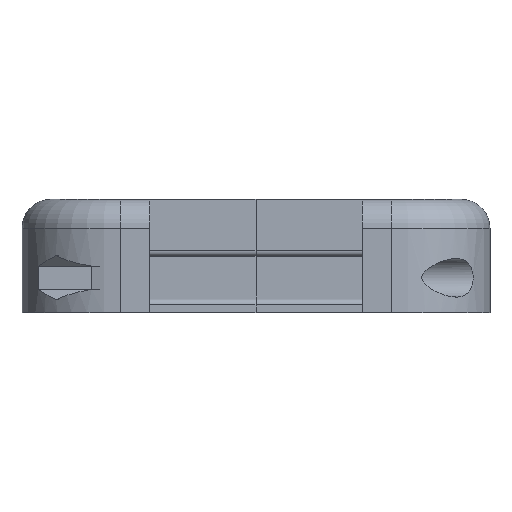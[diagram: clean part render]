
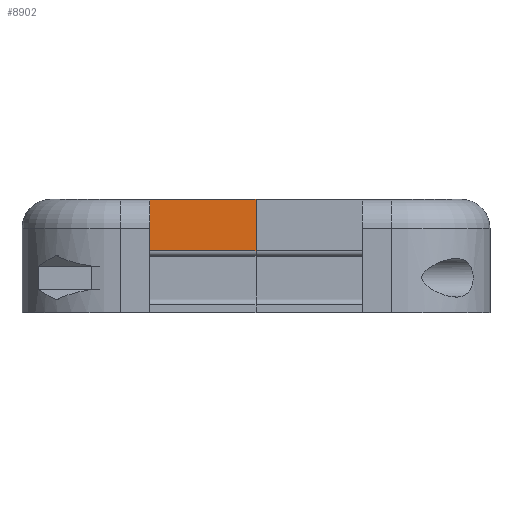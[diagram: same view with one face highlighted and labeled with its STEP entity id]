
A CAD part, front view. The second image highlights one B-rep face of the part: STEP entity #8902.
In plain terms, the highlighted planar face has unit normal (0, -1, 0).
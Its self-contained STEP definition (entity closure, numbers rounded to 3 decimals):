
#675 = PLANE('',#676);
#676 = AXIS2_PLACEMENT_3D('',#677,#678,#679);
#677 = CARTESIAN_POINT('',(20.,40.2,-5.));
#678 = DIRECTION('',(1.,0.,0.));
#679 = DIRECTION('',(0.,-1.,0.));
#2543 = VERTEX_POINT('',#2544);
#2544 = CARTESIAN_POINT('',(20.,-2.2,6.7));
#2558 = PLANE('',#2559);
#2559 = AXIS2_PLACEMENT_3D('',#2560,#2561,#2562);
#2560 = CARTESIAN_POINT('',(20.,46.2,6.7));
#2561 = DIRECTION('',(0.,0.,1.));
#2562 = DIRECTION('',(0.,-1.,0.));
#2570 = EDGE_CURVE('',#2571,#2543,#2573,.T.);
#2571 = VERTEX_POINT('',#2572);
#2572 = CARTESIAN_POINT('',(20.,-2.2,1.4));
#2573 = SURFACE_CURVE('',#2574,(#2578,#2585),.PCURVE_S1.);
#2574 = LINE('',#2575,#2576);
#2575 = CARTESIAN_POINT('',(20.,-2.2,-5.));
#2576 = VECTOR('',#2577,1.);
#2577 = DIRECTION('',(0.,0.,1.));
#2578 = PCURVE('',#675,#2579);
#2579 = DEFINITIONAL_REPRESENTATION('',(#2580),#2584);
#2580 = LINE('',#2581,#2582);
#2581 = CARTESIAN_POINT('',(42.4,0.));
#2582 = VECTOR('',#2583,1.);
#2583 = DIRECTION('',(0.,-1.));
#2584 = ( GEOMETRIC_REPRESENTATION_CONTEXT(2) 
PARAMETRIC_REPRESENTATION_CONTEXT() REPRESENTATION_CONTEXT('2D SPACE',''
  ) );
#2585 = PCURVE('',#2586,#2591);
#2586 = PLANE('',#2587);
#2587 = AXIS2_PLACEMENT_3D('',#2588,#2589,#2590);
#2588 = CARTESIAN_POINT('',(9.,-2.2,-5.));
#2589 = DIRECTION('',(0.,1.,0.));
#2590 = DIRECTION('',(1.,0.,0.));
#2591 = DEFINITIONAL_REPRESENTATION('',(#2592),#2596);
#2592 = LINE('',#2593,#2594);
#2593 = CARTESIAN_POINT('',(11.,0.));
#2594 = VECTOR('',#2595,1.);
#2595 = DIRECTION('',(0.,-1.));
#2596 = ( GEOMETRIC_REPRESENTATION_CONTEXT(2) 
PARAMETRIC_REPRESENTATION_CONTEXT() REPRESENTATION_CONTEXT('2D SPACE',''
  ) );
#2615 = CYLINDRICAL_SURFACE('',#2616,0.6);
#2616 = AXIS2_PLACEMENT_3D('',#2617,#2618,#2619);
#2617 = CARTESIAN_POINT('',(9.,-1.6,1.4));
#2618 = DIRECTION('',(1.,0.,0.));
#2619 = DIRECTION('',(0.,-1.,0.));
#7271 = PLANE('',#7272);
#7272 = AXIS2_PLACEMENT_3D('',#7273,#7274,#7275);
#7273 = CARTESIAN_POINT('',(9.,-6.2,-5.));
#7274 = DIRECTION('',(-1.,0.,0.));
#7275 = DIRECTION('',(0.,1.,0.));
#8497 = VERTEX_POINT('',#8498);
#8498 = CARTESIAN_POINT('',(9.,-2.2,6.7));
#8517 = EDGE_CURVE('',#2543,#8497,#8518,.T.);
#8518 = SURFACE_CURVE('',#8519,(#8523,#8529),.PCURVE_S1.);
#8519 = LINE('',#8520,#8521);
#8520 = CARTESIAN_POINT('',(14.5,-2.2,6.7));
#8521 = VECTOR('',#8522,1.);
#8522 = DIRECTION('',(-1.,0.,0.));
#8523 = PCURVE('',#2558,#8524);
#8524 = DEFINITIONAL_REPRESENTATION('',(#8525),#8528);
#8525 = B_SPLINE_CURVE_WITH_KNOTS('',1,(#8526,#8527),.UNSPECIFIED.,.F.,
  .F.,(2,2),(-5.5,5.5),.PIECEWISE_BEZIER_KNOTS.);
#8526 = CARTESIAN_POINT('',(48.4,0.));
#8527 = CARTESIAN_POINT('',(48.4,-11.));
#8528 = ( GEOMETRIC_REPRESENTATION_CONTEXT(2) 
PARAMETRIC_REPRESENTATION_CONTEXT() REPRESENTATION_CONTEXT('2D SPACE',''
  ) );
#8529 = PCURVE('',#2586,#8530);
#8530 = DEFINITIONAL_REPRESENTATION('',(#8531),#8534);
#8531 = B_SPLINE_CURVE_WITH_KNOTS('',1,(#8532,#8533),.UNSPECIFIED.,.F.,
  .F.,(2,2),(-5.5,5.5),.PIECEWISE_BEZIER_KNOTS.);
#8532 = CARTESIAN_POINT('',(11.,-11.7));
#8533 = CARTESIAN_POINT('',(0.,-11.7));
#8534 = ( GEOMETRIC_REPRESENTATION_CONTEXT(2) 
PARAMETRIC_REPRESENTATION_CONTEXT() REPRESENTATION_CONTEXT('2D SPACE',''
  ) );
#8857 = VERTEX_POINT('',#8858);
#8858 = CARTESIAN_POINT('',(9.,-2.2,1.4));
#8882 = EDGE_CURVE('',#8857,#2571,#8883,.T.);
#8883 = SURFACE_CURVE('',#8884,(#8888,#8895),.PCURVE_S1.);
#8884 = LINE('',#8885,#8886);
#8885 = CARTESIAN_POINT('',(9.,-2.2,1.4));
#8886 = VECTOR('',#8887,1.);
#8887 = DIRECTION('',(1.,0.,0.));
#8888 = PCURVE('',#2615,#8889);
#8889 = DEFINITIONAL_REPRESENTATION('',(#8890),#8894);
#8890 = LINE('',#8891,#8892);
#8891 = CARTESIAN_POINT('',(0.,0.));
#8892 = VECTOR('',#8893,1.);
#8893 = DIRECTION('',(0.,1.));
#8894 = ( GEOMETRIC_REPRESENTATION_CONTEXT(2) 
PARAMETRIC_REPRESENTATION_CONTEXT() REPRESENTATION_CONTEXT('2D SPACE',''
  ) );
#8895 = PCURVE('',#2586,#8896);
#8896 = DEFINITIONAL_REPRESENTATION('',(#8897),#8901);
#8897 = LINE('',#8898,#8899);
#8898 = CARTESIAN_POINT('',(0.,-6.4));
#8899 = VECTOR('',#8900,1.);
#8900 = DIRECTION('',(1.,0.));
#8901 = ( GEOMETRIC_REPRESENTATION_CONTEXT(2) 
PARAMETRIC_REPRESENTATION_CONTEXT() REPRESENTATION_CONTEXT('2D SPACE',''
  ) );
#8902 = ADVANCED_FACE('',(#8903),#2586,.F.);
#8903 = FACE_BOUND('',#8904,.F.);
#8904 = EDGE_LOOP('',(#8905,#8926,#8927,#8928));
#8905 = ORIENTED_EDGE('',*,*,#8906,.T.);
#8906 = EDGE_CURVE('',#8857,#8497,#8907,.T.);
#8907 = SURFACE_CURVE('',#8908,(#8912,#8919),.PCURVE_S1.);
#8908 = LINE('',#8909,#8910);
#8909 = CARTESIAN_POINT('',(9.,-2.2,-5.));
#8910 = VECTOR('',#8911,1.);
#8911 = DIRECTION('',(0.,0.,1.));
#8912 = PCURVE('',#2586,#8913);
#8913 = DEFINITIONAL_REPRESENTATION('',(#8914),#8918);
#8914 = LINE('',#8915,#8916);
#8915 = CARTESIAN_POINT('',(0.,0.));
#8916 = VECTOR('',#8917,1.);
#8917 = DIRECTION('',(0.,-1.));
#8918 = ( GEOMETRIC_REPRESENTATION_CONTEXT(2) 
PARAMETRIC_REPRESENTATION_CONTEXT() REPRESENTATION_CONTEXT('2D SPACE',''
  ) );
#8919 = PCURVE('',#7271,#8920);
#8920 = DEFINITIONAL_REPRESENTATION('',(#8921),#8925);
#8921 = LINE('',#8922,#8923);
#8922 = CARTESIAN_POINT('',(4.,0.));
#8923 = VECTOR('',#8924,1.);
#8924 = DIRECTION('',(0.,-1.));
#8925 = ( GEOMETRIC_REPRESENTATION_CONTEXT(2) 
PARAMETRIC_REPRESENTATION_CONTEXT() REPRESENTATION_CONTEXT('2D SPACE',''
  ) );
#8926 = ORIENTED_EDGE('',*,*,#8517,.F.);
#8927 = ORIENTED_EDGE('',*,*,#2570,.F.);
#8928 = ORIENTED_EDGE('',*,*,#8882,.F.);
